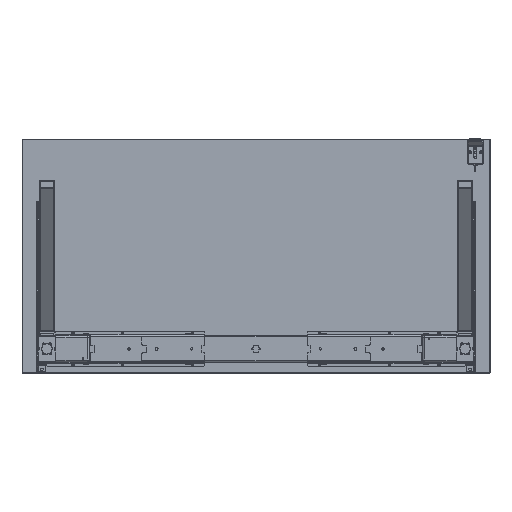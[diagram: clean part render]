
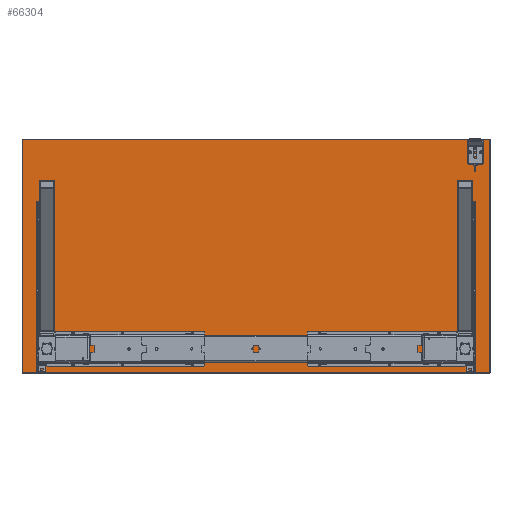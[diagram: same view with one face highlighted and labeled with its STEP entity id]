
A CAD part, front view. The second image highlights one B-rep face of the part: STEP entity #66304.
In plain terms, the highlighted planar face has unit normal (0, -1, 0).
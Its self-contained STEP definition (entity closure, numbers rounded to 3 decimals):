
#141 = VERTEX_POINT ( 'NONE', #33401 ) ;
#1010 = ORIENTED_EDGE ( 'NONE', *, *, #8916, .T. ) ;
#5659 = VECTOR ( 'NONE', #30974, 1000. ) ;
#6183 = ORIENTED_EDGE ( 'NONE', *, *, #35879, .T. ) ;
#8916 = EDGE_CURVE ( 'NONE', #22364, #33968, #35527, .T. ) ;
#12376 = LINE ( 'NONE', #55002, #27019 ) ;
#14689 = VECTOR ( 'NONE', #41561, 1000. ) ;
#16149 = LINE ( 'NONE', #64112, #31238 ) ;
#16870 = CARTESIAN_POINT ( 'NONE',  ( 799., 690.6, 716.5 ) ) ;
#20288 = LINE ( 'NONE', #25622, #5659 ) ;
#21150 = DIRECTION ( 'NONE',  ( 0., 0., 1. ) ) ;
#22364 = VERTEX_POINT ( 'NONE', #64319 ) ;
#23383 = DIRECTION ( 'NONE',  ( -1., 0., 0. ) ) ;
#24070 = EDGE_CURVE ( 'NONE', #36738, #141, #12376, .T. ) ;
#25061 = ORIENTED_EDGE ( 'NONE', *, *, #24070, .T. ) ;
#25212 = CARTESIAN_POINT ( 'NONE',  ( 800., 690.6, -81.5 ) ) ;
#25622 = CARTESIAN_POINT ( 'NONE',  ( -799., 690.6, -82.5 ) ) ;
#25737 = FACE_OUTER_BOUND ( 'NONE', #61029, .T. ) ;
#27019 = VECTOR ( 'NONE', #23383, 1000. ) ;
#30168 = EDGE_CURVE ( 'NONE', #33968, #36738, #16149, .T. ) ;
#30974 = DIRECTION ( 'NONE',  ( 0., 0., -1. ) ) ;
#31029 = CARTESIAN_POINT ( 'NONE',  ( 799., 690.6, -81.5 ) ) ;
#31238 = VECTOR ( 'NONE', #21150, 1000. ) ;
#33401 = CARTESIAN_POINT ( 'NONE',  ( -799., 690.6, 716.5 ) ) ;
#33968 = VERTEX_POINT ( 'NONE', #31029 ) ;
#35527 = LINE ( 'NONE', #25212, #14689 ) ;
#35697 = PLANE ( 'NONE',  #43224 ) ;
#35879 = EDGE_CURVE ( 'NONE', #141, #22364, #20288, .T. ) ;
#36738 = VERTEX_POINT ( 'NONE', #16870 ) ;
#38514 = ORIENTED_EDGE ( 'NONE', *, *, #30168, .T. ) ;
#41561 = DIRECTION ( 'NONE',  ( 1., 0., 0. ) ) ;
#43224 = AXIS2_PLACEMENT_3D ( 'NONE', #53075, #69392, #52371 ) ;
#52371 = DIRECTION ( 'NONE',  ( 0., 0., -1. ) ) ;
#53075 = CARTESIAN_POINT ( 'NONE',  ( 0., 690.6, 317.5 ) ) ;
#55002 = CARTESIAN_POINT ( 'NONE',  ( -800., 690.6, 716.5 ) ) ;
#61029 = EDGE_LOOP ( 'NONE', ( #6183, #1010, #38514, #25061 ) ) ;
#64112 = CARTESIAN_POINT ( 'NONE',  ( 799., 690.6, 717.5 ) ) ;
#64319 = CARTESIAN_POINT ( 'NONE',  ( -799., 690.6, -81.5 ) ) ;
#66304 = ADVANCED_FACE ( 'NONE', ( #25737 ), #35697, .T. ) ;
#69392 = DIRECTION ( 'NONE',  ( 0., -1., 0. ) ) ;
